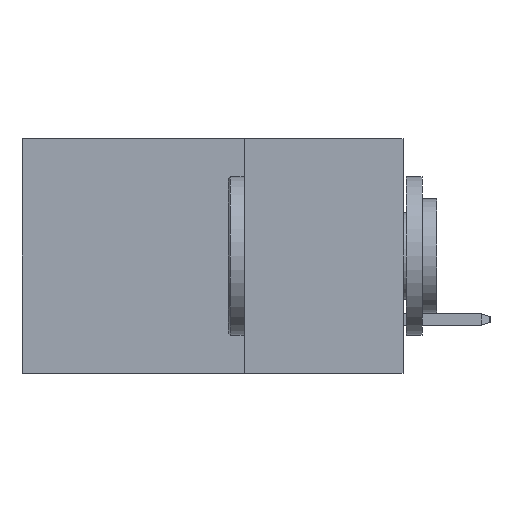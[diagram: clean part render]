
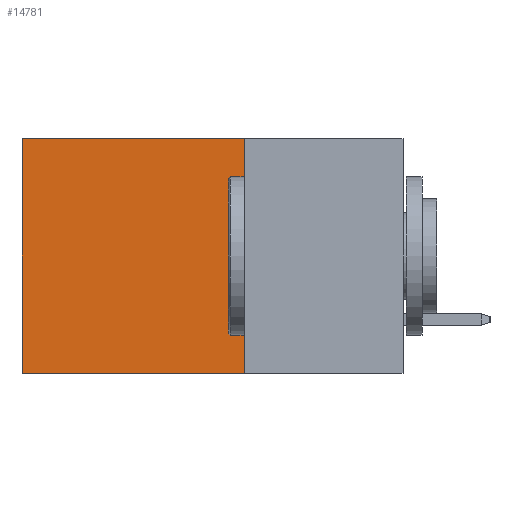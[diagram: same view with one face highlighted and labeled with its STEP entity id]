
A CAD part, left-side view. The second image highlights one B-rep face of the part: STEP entity #14781.
In plain terms, the highlighted planar face has unit normal (-1, 0, 0).
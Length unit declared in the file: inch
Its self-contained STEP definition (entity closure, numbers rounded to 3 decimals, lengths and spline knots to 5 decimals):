
#311 = CARTESIAN_POINT ( 'NONE',  ( 0.2875, 0.25, -0.37 ) ) ;
#466 = DIRECTION ( 'NONE',  ( 0., 0., -1. ) ) ;
#794 = CARTESIAN_POINT ( 'NONE',  ( 0.2875, 0.6, -0.37 ) ) ;
#903 = EDGE_CURVE ( 'NONE', #10579, #10126, #12452, .T. ) ;
#1122 = PLANE ( 'NONE',  #3741 ) ;
#1185 = CARTESIAN_POINT ( 'NONE',  ( 0.2875, 0.6, 0. ) ) ;
#2271 = VECTOR ( 'NONE', #4657, 39.37008 ) ;
#3304 = VECTOR ( 'NONE', #7940, 39.37008 ) ;
#3354 = VECTOR ( 'NONE', #13678, 39.37008 ) ;
#3570 = EDGE_CURVE ( 'NONE', #5412, #5263, #10493, .T. ) ;
#3741 = AXIS2_PLACEMENT_3D ( 'NONE', #14881, #3776, #9764 ) ;
#3776 = DIRECTION ( 'NONE',  ( 1., 0., 0. ) ) ;
#4657 = DIRECTION ( 'NONE',  ( 0., 1., 0. ) ) ;
#4888 = CARTESIAN_POINT ( 'NONE',  ( 0.2875, 0.25, 0. ) ) ;
#5263 = VERTEX_POINT ( 'NONE', #13000 ) ;
#5412 = VERTEX_POINT ( 'NONE', #4888 ) ;
#5433 = LINE ( 'NONE', #311, #3304 ) ;
#7402 = FACE_OUTER_BOUND ( 'NONE', #13184, .T. ) ;
#7940 = DIRECTION ( 'NONE',  ( 0., 1., 0. ) ) ;
#8001 = EDGE_CURVE ( 'NONE', #5412, #10579, #15911, .T. ) ;
#8445 = ORIENTED_EDGE ( 'NONE', *, *, #16017, .F. ) ;
#8705 = VECTOR ( 'NONE', #466, 39.37008 ) ;
#9764 = DIRECTION ( 'NONE',  ( 0., 0., -1. ) ) ;
#10126 = VERTEX_POINT ( 'NONE', #794 ) ;
#10493 = LINE ( 'NONE', #11718, #8705 ) ;
#10579 = VERTEX_POINT ( 'NONE', #11224 ) ;
#10860 = CARTESIAN_POINT ( 'NONE',  ( 0.2875, 0.25, 0. ) ) ;
#11224 = CARTESIAN_POINT ( 'NONE',  ( 0.2875, 0.6, 0. ) ) ;
#11576 = ORIENTED_EDGE ( 'NONE', *, *, #903, .T. ) ;
#11718 = CARTESIAN_POINT ( 'NONE',  ( 0.2875, 0.25, 0. ) ) ;
#12223 = ORIENTED_EDGE ( 'NONE', *, *, #8001, .T. ) ;
#12452 = LINE ( 'NONE', #1185, #3354 ) ;
#13000 = CARTESIAN_POINT ( 'NONE',  ( 0.2875, 0.25, -0.37 ) ) ;
#13184 = EDGE_LOOP ( 'NONE', ( #11576, #8445, #15166, #12223 ) ) ;
#13678 = DIRECTION ( 'NONE',  ( 0., 0., -1. ) ) ;
#14781 = ADVANCED_FACE ( 'NONE', ( #7402 ), #1122, .F. ) ;
#14881 = CARTESIAN_POINT ( 'NONE',  ( 0.2875, 0.25, 0. ) ) ;
#15166 = ORIENTED_EDGE ( 'NONE', *, *, #3570, .F. ) ;
#15911 = LINE ( 'NONE', #10860, #2271 ) ;
#16017 = EDGE_CURVE ( 'NONE', #5263, #10126, #5433, .T. ) ;
